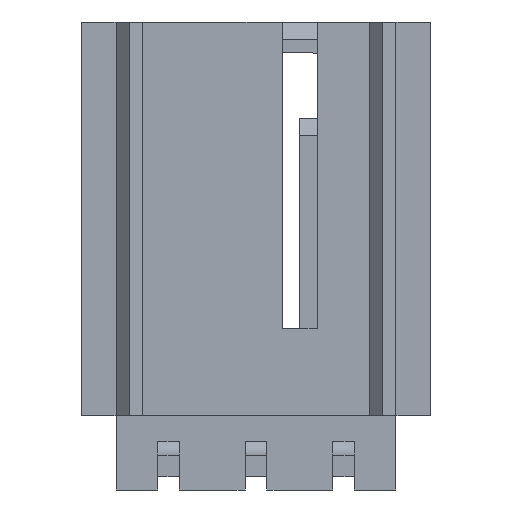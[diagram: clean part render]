
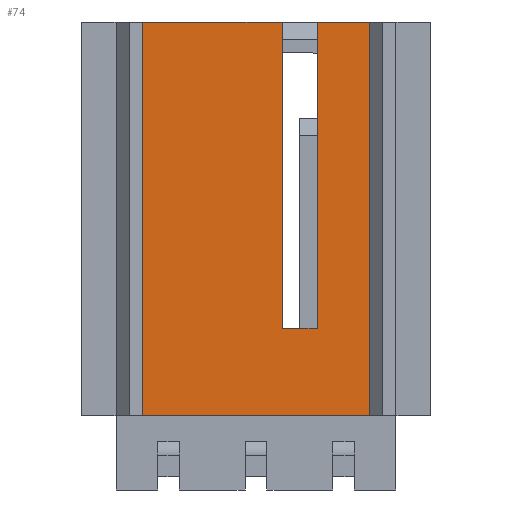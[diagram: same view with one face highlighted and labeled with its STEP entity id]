
A CAD part, front view. The second image highlights one B-rep face of the part: STEP entity #74.
In plain terms, the highlighted planar face has unit normal (0, -1, 0).
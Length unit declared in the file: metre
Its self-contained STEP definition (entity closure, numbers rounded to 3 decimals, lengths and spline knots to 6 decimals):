
#74 = ADVANCED_FACE( '', ( #219 ), #220, .T. );
#219 = FACE_OUTER_BOUND( '', #449, .T. );
#220 = PLANE( '', #450 );
#449 = EDGE_LOOP( '', ( #859, #860, #861, #862, #863, #864, #865, #866 ) );
#450 = AXIS2_PLACEMENT_3D( '', #867, #868, #869 );
#859 = ORIENTED_EDGE( '', *, *, #1701, .F. );
#860 = ORIENTED_EDGE( '', *, *, #1702, .F. );
#861 = ORIENTED_EDGE( '', *, *, #1703, .F. );
#862 = ORIENTED_EDGE( '', *, *, #1704, .T. );
#863 = ORIENTED_EDGE( '', *, *, #1705, .T. );
#864 = ORIENTED_EDGE( '', *, *, #1706, .F. );
#865 = ORIENTED_EDGE( '', *, *, #1707, .T. );
#866 = ORIENTED_EDGE( '', *, *, #1614, .F. );
#867 = CARTESIAN_POINT( '', ( -0.00508, -0.00254, -0.005715 ) );
#868 = DIRECTION( '', ( 0., -1., 0. ) );
#869 = DIRECTION( '', ( 0., 0., -1. ) );
#1614 = EDGE_CURVE( '', #1962, #1964, #1965, .T. );
#1701 = EDGE_CURVE( '', #2119, #1962, #2120, .T. );
#1702 = EDGE_CURVE( '', #2121, #2119, #2122, .T. );
#1703 = EDGE_CURVE( '', #2123, #2121, #2124, .T. );
#1704 = EDGE_CURVE( '', #2123, #2125, #2126, .T. );
#1705 = EDGE_CURVE( '', #2125, #2127, #2128, .T. );
#1706 = EDGE_CURVE( '', #2129, #2127, #2130, .T. );
#1707 = EDGE_CURVE( '', #2129, #1964, #2131, .T. );
#1962 = VERTEX_POINT( '', #2507 );
#1964 = VERTEX_POINT( '', #2510 );
#1965 = LINE( '', #2511, #2512 );
#2119 = VERTEX_POINT( '', #2745 );
#2120 = LINE( '', #2746, #2747 );
#2121 = VERTEX_POINT( '', #2748 );
#2122 = LINE( '', #2749, #2750 );
#2123 = VERTEX_POINT( '', #2751 );
#2124 = LINE( '', #2752, #2753 );
#2125 = VERTEX_POINT( '', #2754 );
#2126 = LINE( '', #2755, #2756 );
#2127 = VERTEX_POINT( '', #2757 );
#2128 = LINE( '', #2758, #2759 );
#2129 = VERTEX_POINT( '', #2760 );
#2130 = LINE( '', #2761, #2762 );
#2131 = LINE( '', #2763, #2764 );
#2507 = CARTESIAN_POINT( '', ( 0.000762, -0.00254, -0.003175 ) );
#2510 = CARTESIAN_POINT( '', ( 0.001778, -0.00254, -0.003175 ) );
#2511 = CARTESIAN_POINT( '', ( 0.000762, -0.00254, -0.003175 ) );
#2512 = VECTOR( '', #3210, 1. );
#2745 = CARTESIAN_POINT( '', ( 0.000762, -0.00254, 0.005715 ) );
#2746 = CARTESIAN_POINT( '', ( 0.000762, -0.00254, 0.005715 ) );
#2747 = VECTOR( '', #3311, 1. );
#2748 = CARTESIAN_POINT( '', ( -0.003302, -0.00254, 0.005715 ) );
#2749 = CARTESIAN_POINT( '', ( -0.003302, -0.00254, 0.005715 ) );
#2750 = VECTOR( '', #3312, 1. );
#2751 = CARTESIAN_POINT( '', ( -0.003302, -0.00254, -0.005715 ) );
#2752 = CARTESIAN_POINT( '', ( -0.003302, -0.00254, -0.005715 ) );
#2753 = VECTOR( '', #3313, 1. );
#2754 = CARTESIAN_POINT( '', ( 0.003302, -0.00254, -0.005715 ) );
#2755 = CARTESIAN_POINT( '', ( -0.003302, -0.00254, -0.005715 ) );
#2756 = VECTOR( '', #3314, 1. );
#2757 = CARTESIAN_POINT( '', ( 0.003302, -0.00254, 0.005715 ) );
#2758 = CARTESIAN_POINT( '', ( 0.003302, -0.00254, -0.005715 ) );
#2759 = VECTOR( '', #3315, 1. );
#2760 = CARTESIAN_POINT( '', ( 0.001778, -0.00254, 0.005715 ) );
#2761 = CARTESIAN_POINT( '', ( 0.001778, -0.00254, 0.005715 ) );
#2762 = VECTOR( '', #3316, 1. );
#2763 = CARTESIAN_POINT( '', ( 0.001778, -0.00254, 0.005715 ) );
#2764 = VECTOR( '', #3317, 1. );
#3210 = DIRECTION( '', ( 1., 0., 0. ) );
#3311 = DIRECTION( '', ( 0., 0., -1. ) );
#3312 = DIRECTION( '', ( 1., 0., 0. ) );
#3313 = DIRECTION( '', ( 0., 0., 1. ) );
#3314 = DIRECTION( '', ( 1., 0., 0. ) );
#3315 = DIRECTION( '', ( 0., 0., 1. ) );
#3316 = DIRECTION( '', ( 1., 0., 0. ) );
#3317 = DIRECTION( '', ( 0., 0., -1. ) );
